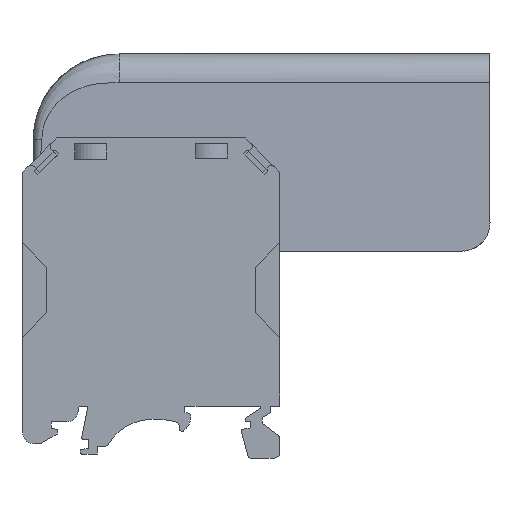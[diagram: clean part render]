
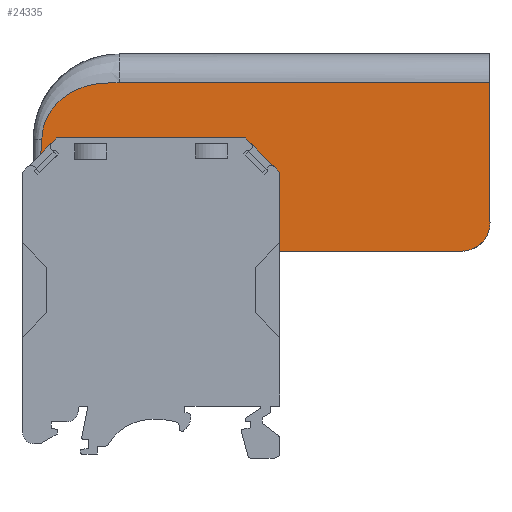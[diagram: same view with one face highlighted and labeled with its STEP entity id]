
A CAD part, left-side view. The second image highlights one B-rep face of the part: STEP entity #24335.
In plain terms, the highlighted planar face has unit normal (-1, 0, 0.004).
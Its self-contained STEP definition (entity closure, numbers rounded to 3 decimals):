
#95=ELLIPSE('',#35096,5.,5.);
#174=B_SPLINE_CURVE_WITH_KNOTS('',3,(#47387,#47388,#47389,#47390,#47391,
#47392,#47393,#47394,#47395,#47396,#47397,#47398,#47399,#47400,#47401,#47402,
#47403,#47404,#47405,#47406,#47407,#47408,#47409,#47410,#47411,#47412,#47413,
#47414,#47415),.UNSPECIFIED.,.F.,.F.,(4,1,1,1,1,1,1,1,1,1,1,1,1,1,1,1,1,
1,1,1,1,1,1,1,1,1,4),(0.,0.063,0.094,0.109,0.125,0.141,0.156,
0.188,0.219,0.234,0.25,0.266,0.281,0.313,0.375,0.438,0.469,
0.5,0.531,0.563,0.625,0.688,0.75,0.813,0.875,0.938,1.),
 .UNSPECIFIED.);
#868=(
BOUNDED_CURVE()
B_SPLINE_CURVE(3,(#47315,#47316,#47317,#47318),.UNSPECIFIED.,.F.,.F.)
B_SPLINE_CURVE_WITH_KNOTS((4,4),(0.,0.019),
 .PIECEWISE_BEZIER_KNOTS.)
CURVE()
GEOMETRIC_REPRESENTATION_ITEM()
RATIONAL_B_SPLINE_CURVE((1.,1.,1.,1.))
REPRESENTATION_ITEM('')
);
#869=(
BOUNDED_CURVE()
B_SPLINE_CURVE(3,(#47443,#47444,#47445,#47446,#47447,#47448,#47449),
 .UNSPECIFIED.,.F.,.F.)
B_SPLINE_CURVE_WITH_KNOTS((4,3,4),(-0.21,-0.08,-0.015),
 .PIECEWISE_BEZIER_KNOTS.)
CURVE()
GEOMETRIC_REPRESENTATION_ITEM()
RATIONAL_B_SPLINE_CURVE((1.,1.,1.,1.,1.,1.,1.))
REPRESENTATION_ITEM('')
);
#5170=ORIENTED_EDGE('',*,*,#9891,.F.);
#5171=ORIENTED_EDGE('',*,*,#9888,.T.);
#5172=ORIENTED_EDGE('',*,*,#9886,.F.);
#5173=ORIENTED_EDGE('',*,*,#9885,.T.);
#5174=ORIENTED_EDGE('',*,*,#9883,.T.);
#5175=ORIENTED_EDGE('',*,*,#9880,.T.);
#5176=ORIENTED_EDGE('',*,*,#10173,.T.);
#5177=ORIENTED_EDGE('',*,*,#9878,.F.);
#5178=ORIENTED_EDGE('',*,*,#10309,.T.);
#5179=ORIENTED_EDGE('',*,*,#9906,.F.);
#5180=ORIENTED_EDGE('',*,*,#10179,.T.);
#9878=EDGE_CURVE('',#12805,#12806,#15271,.F.);
#9880=EDGE_CURVE('',#12807,#12573,#868,.F.);
#9883=EDGE_CURVE('',#12808,#12807,#174,.T.);
#9885=EDGE_CURVE('',#12809,#12808,#869,.T.);
#9886=EDGE_CURVE('',#12809,#12810,#15273,.T.);
#9888=EDGE_CURVE('',#12811,#12810,#95,.T.);
#9891=EDGE_CURVE('',#12811,#12812,#15277,.F.);
#9906=EDGE_CURVE('',#12819,#12818,#15292,.F.);
#10173=EDGE_CURVE('',#12573,#12806,#15538,.F.);
#10179=EDGE_CURVE('',#12819,#12812,#15544,.F.);
#10309=EDGE_CURVE('',#12805,#12818,#15631,.F.);
#12573=VERTEX_POINT('',#46548);
#12805=VERTEX_POINT('',#47299);
#12806=VERTEX_POINT('',#47301);
#12807=VERTEX_POINT('',#47319);
#12808=VERTEX_POINT('',#47386);
#12809=VERTEX_POINT('',#47442);
#12810=VERTEX_POINT('',#47452);
#12811=VERTEX_POINT('',#47456);
#12812=VERTEX_POINT('',#47460);
#12818=VERTEX_POINT('',#47484);
#12819=VERTEX_POINT('',#47486);
#15271=LINE('',#47300,#18012);
#15273=LINE('',#47451,#18014);
#15277=LINE('',#47461,#18018);
#15292=LINE('',#47487,#18033);
#15538=LINE('',#48030,#18279);
#15544=LINE('',#48041,#18285);
#15631=LINE('',#48298,#18372);
#18012=VECTOR('',#39404,1000.);
#18014=VECTOR('',#39408,1000.);
#18018=VECTOR('',#39418,1000.);
#18033=VECTOR('',#39441,1000.);
#18279=VECTOR('',#39857,1000.);
#18285=VECTOR('',#39873,1000.);
#18372=VECTOR('',#40088,1000.);
#20233=EDGE_LOOP('',(#5170,#5171,#5172,#5173,#5174,#5175,#5176,#5177,#5178,
#5179,#5180));
#21788=FACE_BOUND('',#20233,.T.);
#23079=PLANE('',#35255);
#24335=ADVANCED_FACE('',(#21788),#23079,.T.);
#35096=AXIS2_PLACEMENT_3D('',#47455,#39412,#39413);
#35255=AXIS2_PLACEMENT_3D('',#48297,#40086,#40087);
#39404=DIRECTION('',(0.,-1.,0.));
#39408=DIRECTION('',(-0.004,-0.004,-1.));
#39412=DIRECTION('',(-1.,0.,0.004));
#39413=DIRECTION('',(-0.004,0.,-1.));
#39418=DIRECTION('',(0.,-1.,0.));
#39441=DIRECTION('',(0.,-1.,0.));
#39857=DIRECTION('',(0.,1.,0.));
#39873=DIRECTION('',(0.,1.,0.));
#40086=DIRECTION('',(-1.,0.,0.004));
#40087=DIRECTION('',(-0.004,0.,-1.));
#40088=DIRECTION('',(0.,1.,0.));
#46548=CARTESIAN_POINT('',(-17.,20.6,0.));
#47299=CARTESIAN_POINT('',(-17.,17.3,0.));
#47300=CARTESIAN_POINT('',(-17.,19.1,0.));
#47301=CARTESIAN_POINT('',(-17.,17.5,0.));
#47315=CARTESIAN_POINT('',(-17.,20.6,0.));
#47316=CARTESIAN_POINT('',(-16.972,19.822,6.521));
#47317=CARTESIAN_POINT('',(-16.943,19.043,13.041));
#47318=CARTESIAN_POINT('',(-16.915,19.015,19.565));
#47319=CARTESIAN_POINT('',(-16.915,19.015,19.565));
#47386=CARTESIAN_POINT('',(-16.871,5.515,29.522));
#47387=CARTESIAN_POINT('',(-16.871,5.515,29.522));
#47388=CARTESIAN_POINT('',(-16.871,5.895,29.522));
#47389=CARTESIAN_POINT('',(-16.871,6.429,29.516));
#47390=CARTESIAN_POINT('',(-16.871,6.979,29.5));
#47391=CARTESIAN_POINT('',(-16.871,7.285,29.487));
#47392=CARTESIAN_POINT('',(-16.871,7.475,29.478));
#47393=CARTESIAN_POINT('',(-16.871,7.773,29.461));
#47394=CARTESIAN_POINT('',(-16.872,8.124,29.436));
#47395=CARTESIAN_POINT('',(-16.872,8.565,29.396));
#47396=CARTESIAN_POINT('',(-16.872,8.979,29.348));
#47397=CARTESIAN_POINT('',(-16.872,9.312,29.302));
#47398=CARTESIAN_POINT('',(-16.872,9.529,29.269));
#47399=CARTESIAN_POINT('',(-16.873,9.846,29.215));
#47400=CARTESIAN_POINT('',(-16.873,10.228,29.142));
#47401=CARTESIAN_POINT('',(-16.873,10.899,28.994));
#47402=CARTESIAN_POINT('',(-16.875,11.811,28.73));
#47403=CARTESIAN_POINT('',(-16.876,12.671,28.4));
#47404=CARTESIAN_POINT('',(-16.877,13.339,28.088));
#47405=CARTESIAN_POINT('',(-16.878,13.792,27.851));
#47406=CARTESIAN_POINT('',(-16.88,14.353,27.522));
#47407=CARTESIAN_POINT('',(-16.882,15.026,27.069));
#47408=CARTESIAN_POINT('',(-16.885,15.805,26.452));
#47409=CARTESIAN_POINT('',(-16.889,16.73,25.516));
#47410=CARTESIAN_POINT('',(-16.893,17.48,24.532));
#47411=CARTESIAN_POINT('',(-16.898,18.151,23.366));
#47412=CARTESIAN_POINT('',(-16.903,18.624,22.182));
#47413=CARTESIAN_POINT('',(-16.909,18.944,20.866));
#47414=CARTESIAN_POINT('',(-16.913,19.013,20.002));
#47415=CARTESIAN_POINT('',(-16.915,19.015,19.565));
#47442=CARTESIAN_POINT('',(-16.871,-59.271,29.522));
#47443=CARTESIAN_POINT('',(-16.871,-189.23,29.522));
#47444=CARTESIAN_POINT('',(-16.871,-145.953,29.522));
#47445=CARTESIAN_POINT('',(-16.871,-102.677,29.522));
#47446=CARTESIAN_POINT('',(-16.871,-59.4,29.522));
#47447=CARTESIAN_POINT('',(-16.871,-37.762,29.522));
#47448=CARTESIAN_POINT('',(-16.871,-16.123,29.522));
#47449=CARTESIAN_POINT('',(-16.871,5.515,29.522));
#47451=CARTESIAN_POINT('',(-16.999,-59.399,0.144));
#47452=CARTESIAN_POINT('',(-16.978,-59.378,5.022));
#47455=CARTESIAN_POINT('',(-16.978,-54.378,5.));
#47456=CARTESIAN_POINT('',(-17.,-54.378,0.));
#47460=CARTESIAN_POINT('',(-17.,-22.5,0.));
#47461=CARTESIAN_POINT('',(-17.,19.1,0.));
#47484=CARTESIAN_POINT('',(-17.,-17.3,0.));
#47486=CARTESIAN_POINT('',(-17.,-17.5,0.));
#47487=CARTESIAN_POINT('',(-17.,19.1,0.));
#48030=CARTESIAN_POINT('',(-17.,0.,0.));
#48041=CARTESIAN_POINT('',(-17.,0.,0.));
#48297=CARTESIAN_POINT('',(-17.,19.1,0.));
#48298=CARTESIAN_POINT('',(-17.,0.,0.));
